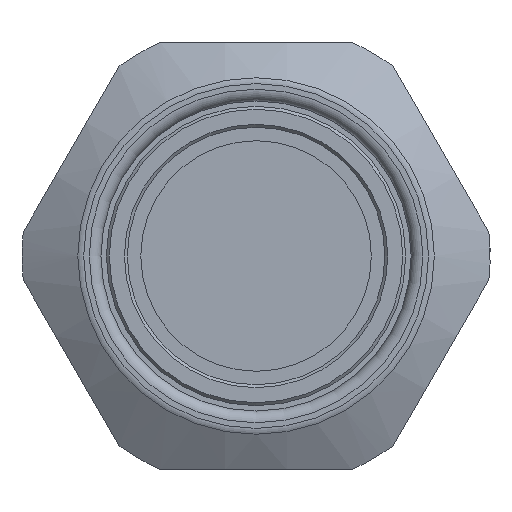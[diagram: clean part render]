
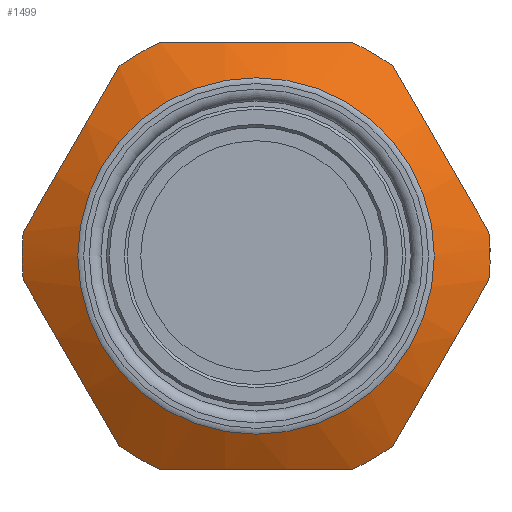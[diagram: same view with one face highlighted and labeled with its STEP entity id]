
A CAD part, front view. The second image highlights one B-rep face of the part: STEP entity #1499.
In plain terms, the highlighted conical face has half-angle 60 degrees and reference radius 17.78 mm.
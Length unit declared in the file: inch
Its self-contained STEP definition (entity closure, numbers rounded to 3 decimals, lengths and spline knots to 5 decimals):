
#40=(
BOUNDED_CURVE()
B_SPLINE_CURVE(2,(#2525,#2526,#2527),.UNSPECIFIED.,.F.,.F.)
B_SPLINE_CURVE_WITH_KNOTS((3,3),(0.,1.67512),.UNSPECIFIED.)
CURVE()
GEOMETRIC_REPRESENTATION_ITEM()
RATIONAL_B_SPLINE_CURVE((1.,1.096,1.))
REPRESENTATION_ITEM('')
);
#41=(
BOUNDED_CURVE()
B_SPLINE_CURVE(2,(#2531,#2532,#2533),.UNSPECIFIED.,.F.,.F.)
B_SPLINE_CURVE_WITH_KNOTS((3,3),(0.,1.67512),.UNSPECIFIED.)
CURVE()
GEOMETRIC_REPRESENTATION_ITEM()
RATIONAL_B_SPLINE_CURVE((1.,1.096,1.))
REPRESENTATION_ITEM('')
);
#42=(
BOUNDED_CURVE()
B_SPLINE_CURVE(2,(#2537,#2538,#2539),.UNSPECIFIED.,.F.,.F.)
B_SPLINE_CURVE_WITH_KNOTS((3,3),(0.,1.67512),.UNSPECIFIED.)
CURVE()
GEOMETRIC_REPRESENTATION_ITEM()
RATIONAL_B_SPLINE_CURVE((1.,1.096,1.))
REPRESENTATION_ITEM('')
);
#43=(
BOUNDED_CURVE()
B_SPLINE_CURVE(2,(#2543,#2544,#2545),.UNSPECIFIED.,.F.,.F.)
B_SPLINE_CURVE_WITH_KNOTS((3,3),(0.,1.67512),.UNSPECIFIED.)
CURVE()
GEOMETRIC_REPRESENTATION_ITEM()
RATIONAL_B_SPLINE_CURVE((1.,1.096,1.))
REPRESENTATION_ITEM('')
);
#44=(
BOUNDED_CURVE()
B_SPLINE_CURVE(2,(#2549,#2550,#2551),.UNSPECIFIED.,.F.,.F.)
B_SPLINE_CURVE_WITH_KNOTS((3,3),(0.,1.67512),.UNSPECIFIED.)
CURVE()
GEOMETRIC_REPRESENTATION_ITEM()
RATIONAL_B_SPLINE_CURVE((1.,1.096,1.))
REPRESENTATION_ITEM('')
);
#45=(
BOUNDED_CURVE()
B_SPLINE_CURVE(2,(#2555,#2556,#2557),.UNSPECIFIED.,.F.,.F.)
B_SPLINE_CURVE_WITH_KNOTS((3,3),(0.,1.67512),.UNSPECIFIED.)
CURVE()
GEOMETRIC_REPRESENTATION_ITEM()
RATIONAL_B_SPLINE_CURVE((1.,1.096,1.))
REPRESENTATION_ITEM('')
);
#136=LINE('',#2521,#200);
#200=VECTOR('',#2041,0.7);
#250=CONICAL_SURFACE('',#1683,0.7,1.047);
#306=FACE_OUTER_BOUND('',#407,.T.);
#407=EDGE_LOOP('',(#1114,#1115,#1116,#1117,#1118,#1119,#1120,#1121,#1122,
#1123,#1124,#1125,#1126,#1127,#1128,#1129));
#516=CIRCLE('',#1680,0.60928);
#518=CIRCLE('',#1684,0.8);
#519=CIRCLE('',#1685,0.8);
#520=CIRCLE('',#1686,0.8);
#521=CIRCLE('',#1687,0.8);
#522=CIRCLE('',#1688,0.8);
#523=CIRCLE('',#1689,0.8);
#524=CIRCLE('',#1690,0.8);
#627=VERTEX_POINT('',#2513);
#629=VERTEX_POINT('',#2520);
#630=VERTEX_POINT('',#2522);
#631=VERTEX_POINT('',#2524);
#632=VERTEX_POINT('',#2528);
#633=VERTEX_POINT('',#2530);
#634=VERTEX_POINT('',#2534);
#635=VERTEX_POINT('',#2536);
#636=VERTEX_POINT('',#2540);
#637=VERTEX_POINT('',#2542);
#638=VERTEX_POINT('',#2546);
#639=VERTEX_POINT('',#2548);
#640=VERTEX_POINT('',#2552);
#641=VERTEX_POINT('',#2554);
#800=EDGE_CURVE('',#627,#627,#516,.T.);
#802=EDGE_CURVE('',#627,#629,#136,.T.);
#803=EDGE_CURVE('',#630,#629,#518,.T.);
#804=EDGE_CURVE('',#631,#630,#40,.T.);
#805=EDGE_CURVE('',#632,#631,#519,.T.);
#806=EDGE_CURVE('',#633,#632,#41,.T.);
#807=EDGE_CURVE('',#634,#633,#520,.T.);
#808=EDGE_CURVE('',#635,#634,#42,.T.);
#809=EDGE_CURVE('',#636,#635,#521,.T.);
#810=EDGE_CURVE('',#637,#636,#43,.T.);
#811=EDGE_CURVE('',#638,#637,#522,.T.);
#812=EDGE_CURVE('',#639,#638,#44,.T.);
#813=EDGE_CURVE('',#640,#639,#523,.T.);
#814=EDGE_CURVE('',#641,#640,#45,.T.);
#815=EDGE_CURVE('',#629,#641,#524,.T.);
#1114=ORIENTED_EDGE('',*,*,#800,.F.);
#1115=ORIENTED_EDGE('',*,*,#802,.T.);
#1116=ORIENTED_EDGE('',*,*,#803,.F.);
#1117=ORIENTED_EDGE('',*,*,#804,.F.);
#1118=ORIENTED_EDGE('',*,*,#805,.F.);
#1119=ORIENTED_EDGE('',*,*,#806,.F.);
#1120=ORIENTED_EDGE('',*,*,#807,.F.);
#1121=ORIENTED_EDGE('',*,*,#808,.F.);
#1122=ORIENTED_EDGE('',*,*,#809,.F.);
#1123=ORIENTED_EDGE('',*,*,#810,.F.);
#1124=ORIENTED_EDGE('',*,*,#811,.F.);
#1125=ORIENTED_EDGE('',*,*,#812,.F.);
#1126=ORIENTED_EDGE('',*,*,#813,.F.);
#1127=ORIENTED_EDGE('',*,*,#814,.F.);
#1128=ORIENTED_EDGE('',*,*,#815,.F.);
#1129=ORIENTED_EDGE('',*,*,#802,.F.);
#1499=ADVANCED_FACE('',(#306),#250,.T.);
#1680=AXIS2_PLACEMENT_3D('',#2515,#2033,#2034);
#1683=AXIS2_PLACEMENT_3D('',#2519,#2039,#2040);
#1684=AXIS2_PLACEMENT_3D('',#2523,#2042,#2043);
#1685=AXIS2_PLACEMENT_3D('',#2529,#2044,#2045);
#1686=AXIS2_PLACEMENT_3D('',#2535,#2046,#2047);
#1687=AXIS2_PLACEMENT_3D('',#2541,#2048,#2049);
#1688=AXIS2_PLACEMENT_3D('',#2547,#2050,#2051);
#1689=AXIS2_PLACEMENT_3D('',#2553,#2052,#2053);
#1690=AXIS2_PLACEMENT_3D('',#2558,#2054,#2055);
#2033=DIRECTION('center_axis',(0.,-1.,0.));
#2034=DIRECTION('ref_axis',(-1.,0.,0.));
#2039=DIRECTION('center_axis',(0.,1.,0.));
#2040=DIRECTION('ref_axis',(1.,0.,0.));
#2041=DIRECTION('',(-0.866,0.5,0.));
#2042=DIRECTION('center_axis',(0.,1.,0.));
#2043=DIRECTION('ref_axis',(-1.,0.,0.));
#2044=DIRECTION('center_axis',(0.,1.,0.));
#2045=DIRECTION('ref_axis',(-1.,0.,0.));
#2046=DIRECTION('center_axis',(0.,1.,0.));
#2047=DIRECTION('ref_axis',(-1.,0.,0.));
#2048=DIRECTION('center_axis',(0.,1.,0.));
#2049=DIRECTION('ref_axis',(-1.,0.,0.));
#2050=DIRECTION('center_axis',(0.,1.,0.));
#2051=DIRECTION('ref_axis',(-1.,0.,0.));
#2052=DIRECTION('center_axis',(0.,1.,0.));
#2053=DIRECTION('ref_axis',(-1.,0.,0.));
#2054=DIRECTION('center_axis',(0.,1.,0.));
#2055=DIRECTION('ref_axis',(-1.,0.,0.));
#2513=CARTESIAN_POINT('',(-0.60928,-0.29764,0.));
#2515=CARTESIAN_POINT('Origin',(0.,-0.29764,
0.));
#2519=CARTESIAN_POINT('Origin',(0.,-0.24526,
0.));
#2520=CARTESIAN_POINT('',(-0.8,-0.18753,0.));
#2521=CARTESIAN_POINT('',(-0.7,-0.24526,0.));
#2522=CARTESIAN_POINT('',(-0.79583,-0.18753,-0.08158));
#2523=CARTESIAN_POINT('Origin',(0.,-0.18753,0.));
#2524=CARTESIAN_POINT('',(-0.46857,-0.18753,-0.64842));
#2525=CARTESIAN_POINT('Ctrl Pts',(-0.46857,-0.18753,
-0.64842));
#2526=CARTESIAN_POINT('Ctrl Pts',(-0.6322,-0.26482,
-0.365));
#2527=CARTESIAN_POINT('Ctrl Pts',(-0.79583,-0.18753,
-0.08158));
#2528=CARTESIAN_POINT('',(-0.32726,-0.18753,-0.73));
#2529=CARTESIAN_POINT('Origin',(0.,-0.18753,0.));
#2530=CARTESIAN_POINT('',(0.32726,-0.18753,-0.73));
#2531=CARTESIAN_POINT('Ctrl Pts',(0.32726,-0.18753,
-0.73));
#2532=CARTESIAN_POINT('Ctrl Pts',(0.,-0.26482,
-0.73));
#2533=CARTESIAN_POINT('Ctrl Pts',(-0.32726,-0.18753,
-0.73));
#2534=CARTESIAN_POINT('',(0.46857,-0.18753,-0.64842));
#2535=CARTESIAN_POINT('Origin',(0.,-0.18753,0.));
#2536=CARTESIAN_POINT('',(0.79583,-0.18753,-0.08158));
#2537=CARTESIAN_POINT('Ctrl Pts',(0.79583,-0.18753,
-0.08158));
#2538=CARTESIAN_POINT('Ctrl Pts',(0.6322,-0.26482,-0.365));
#2539=CARTESIAN_POINT('Ctrl Pts',(0.46857,-0.18753,
-0.64842));
#2540=CARTESIAN_POINT('',(0.79583,-0.18753,0.08158));
#2541=CARTESIAN_POINT('Origin',(0.,-0.18753,0.));
#2542=CARTESIAN_POINT('',(0.46857,-0.18753,0.64842));
#2543=CARTESIAN_POINT('Ctrl Pts',(0.46857,-0.18753,
0.64842));
#2544=CARTESIAN_POINT('Ctrl Pts',(0.6322,-0.26482,0.365));
#2545=CARTESIAN_POINT('Ctrl Pts',(0.79583,-0.18753,
0.08158));
#2546=CARTESIAN_POINT('',(0.32726,-0.18753,0.73));
#2547=CARTESIAN_POINT('Origin',(0.,-0.18753,0.));
#2548=CARTESIAN_POINT('',(-0.32726,-0.18753,0.73));
#2549=CARTESIAN_POINT('Ctrl Pts',(-0.32726,-0.18753,
0.73));
#2550=CARTESIAN_POINT('Ctrl Pts',(0.,-0.26482,
0.73));
#2551=CARTESIAN_POINT('Ctrl Pts',(0.32726,-0.18753,
0.73));
#2552=CARTESIAN_POINT('',(-0.46857,-0.18753,0.64842));
#2553=CARTESIAN_POINT('Origin',(0.,-0.18753,0.));
#2554=CARTESIAN_POINT('',(-0.79583,-0.18753,0.08158));
#2555=CARTESIAN_POINT('Ctrl Pts',(-0.79583,-0.18753,
0.08158));
#2556=CARTESIAN_POINT('Ctrl Pts',(-0.6322,-0.26482,
0.365));
#2557=CARTESIAN_POINT('Ctrl Pts',(-0.46857,-0.18753,
0.64842));
#2558=CARTESIAN_POINT('Origin',(0.,-0.18753,0.));
